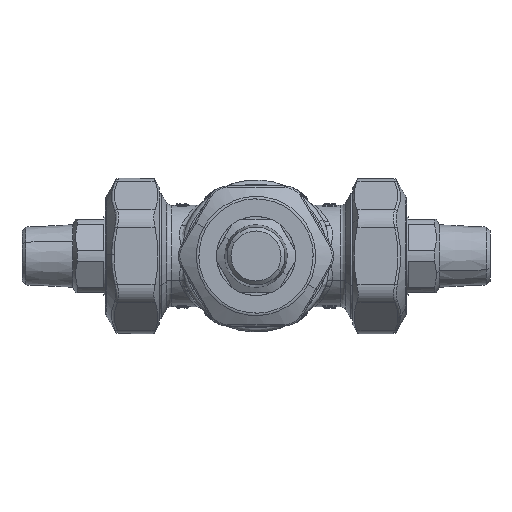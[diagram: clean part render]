
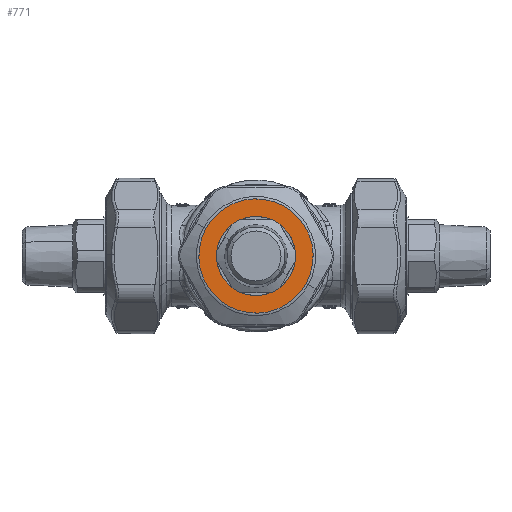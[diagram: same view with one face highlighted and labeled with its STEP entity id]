
A CAD part, front view. The second image highlights one B-rep face of the part: STEP entity #771.
In plain terms, the highlighted planar face has unit normal (0, -1, 0).
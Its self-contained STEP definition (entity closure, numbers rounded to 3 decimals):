
#339=CARTESIAN_POINT('Vertex',(-11.315,-67.5,6.894)) ;
#342=CARTESIAN_POINT('Axis2P3D Location',(0.,-67.5,0.)) ;
#346=CARTESIAN_POINT('Vertex',(11.315,-67.5,-6.894)) ;
#677=CARTESIAN_POINT('Axis2P3D Location',(0.,-67.5,0.)) ;
#744=CARTESIAN_POINT('Axis2P3D Location',(0.,-67.5,11.068)) ;
#749=CARTESIAN_POINT('Axis2P3D Location',(0.,-67.5,0.)) ;
#753=CARTESIAN_POINT('Vertex',(-9.19,-67.5,-16.823)) ;
#755=CARTESIAN_POINT('Vertex',(9.19,-67.5,16.823)) ;
#758=CARTESIAN_POINT('Axis2P3D Location',(0.,-67.5,0.)) ;
#343=DIRECTION('Axis2P3D Direction',(0.,-1.,0.)) ;
#678=DIRECTION('Axis2P3D Direction',(0.,-1.,0.)) ;
#745=DIRECTION('Axis2P3D Direction',(0.,1.,0.)) ;
#746=DIRECTION('Axis2P3D XDirection',(1.,-0.,0.)) ;
#750=DIRECTION('Axis2P3D Direction',(0.,1.,0.)) ;
#759=DIRECTION('Axis2P3D Direction',(0.,1.,0.)) ;
#344=AXIS2_PLACEMENT_3D('Circle Axis2P3D',#342,#343,$) ;
#679=AXIS2_PLACEMENT_3D('Circle Axis2P3D',#677,#678,$) ;
#747=AXIS2_PLACEMENT_3D('Plane Axis2P3D',#744,#745,#746) ;
#751=AXIS2_PLACEMENT_3D('Circle Axis2P3D',#749,#750,$) ;
#760=AXIS2_PLACEMENT_3D('Circle Axis2P3D',#758,#759,$) ;
#764=ORIENTED_EDGE('',*,*,#757,.F.) ;
#765=ORIENTED_EDGE('',*,*,#762,.F.) ;
#768=ORIENTED_EDGE('',*,*,#348,.F.) ;
#769=ORIENTED_EDGE('',*,*,#681,.F.) ;
#770=FACE_BOUND('',#767,.T.) ;
#771=ADVANCED_FACE('PartBody',(#766,#770),#748,.F.) ;
#345=CIRCLE('generated circle',#344,13.25) ;
#680=CIRCLE('generated circle',#679,13.25) ;
#752=CIRCLE('generated circle',#751,19.17) ;
#761=CIRCLE('generated circle',#760,19.17) ;
#348=EDGE_CURVE('',#340,#347,#345,.T.) ;
#681=EDGE_CURVE('',#347,#340,#680,.T.) ;
#757=EDGE_CURVE('',#754,#756,#752,.T.) ;
#762=EDGE_CURVE('',#756,#754,#761,.T.) ;
#763=EDGE_LOOP('',(#764,#765)) ;
#767=EDGE_LOOP('',(#768,#769)) ;
#766=FACE_OUTER_BOUND('',#763,.T.) ;
#748=PLANE('',#747) ;
#340=VERTEX_POINT('',#339) ;
#347=VERTEX_POINT('',#346) ;
#754=VERTEX_POINT('',#753) ;
#756=VERTEX_POINT('',#755) ;
